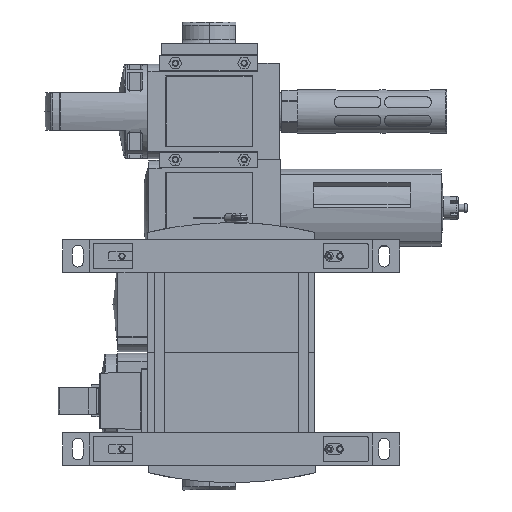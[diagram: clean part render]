
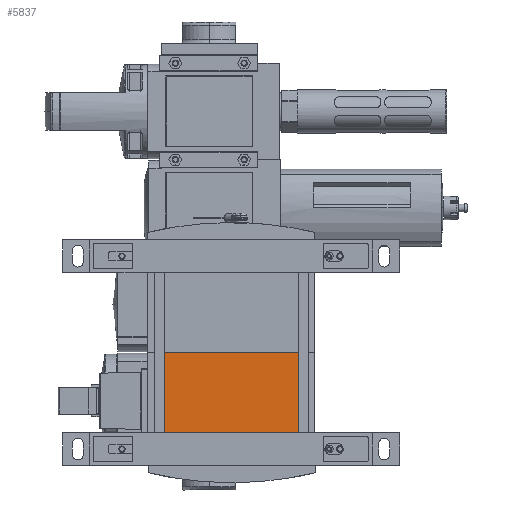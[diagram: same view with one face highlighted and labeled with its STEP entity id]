
A CAD part, left-side view. The second image highlights one B-rep face of the part: STEP entity #5837.
In plain terms, the highlighted planar face has unit normal (-1, 0, 0).
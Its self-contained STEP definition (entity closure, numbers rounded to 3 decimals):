
#5837=ADVANCED_FACE('',(#14598),#14599,.F.);
#14598=FACE_OUTER_BOUND('',#26506,.T.);
#14599=PLANE('',#26507);
#26506=EDGE_LOOP('',(#44248,#44249,#44250,#44251));
#26507=AXIS2_PLACEMENT_3D('',#44252,#44253,#44254);
#44248=ORIENTED_EDGE('',*,*,#74220,.T.);
#44249=ORIENTED_EDGE('',*,*,#74459,.F.);
#44250=ORIENTED_EDGE('',*,*,#74198,.F.);
#44251=ORIENTED_EDGE('',*,*,#74447,.T.);
#44252=CARTESIAN_POINT('',(-93.687,29.1,-586.06));
#44253=DIRECTION('',(1.0,0.0,0.0));
#44254=DIRECTION('',(0.0,0.0,-1.0));
#74198=EDGE_CURVE('',#89800,#89802,#89803,.T.);
#74220=EDGE_CURVE('',#89845,#89843,#89846,.T.);
#74447=EDGE_CURVE('',#89800,#89845,#90186,.T.);
#74459=EDGE_CURVE('',#89802,#89843,#90198,.T.);
#89800=VERTEX_POINT('',#113239);
#89802=VERTEX_POINT('',#113242);
#89803=LINE('',#113243,#113244);
#89843=VERTEX_POINT('',#113299);
#89845=VERTEX_POINT('',#113302);
#89846=LINE('',#113303,#113304);
#90186=LINE('',#113764,#113765);
#90198=LINE('',#113783,#113784);
#113239=CARTESIAN_POINT('',(-93.687,29.1,-586.06));
#113242=CARTESIAN_POINT('',(-93.687,-57.4,-586.06));
#113243=CARTESIAN_POINT('',(-93.687,29.1,-586.06));
#113244=VECTOR('',#142303,1000.0);
#113299=CARTESIAN_POINT('',(-93.687,-57.4,-647.86));
#113302=CARTESIAN_POINT('',(-93.687,29.1,-647.86));
#113303=CARTESIAN_POINT('',(-93.687,29.1,-647.86));
#113304=VECTOR('',#142332,1000.0);
#113764=CARTESIAN_POINT('',(-93.687,29.1,-586.06));
#113765=VECTOR('',#142600,1000.0);
#113783=CARTESIAN_POINT('',(-93.687,-57.4,-586.06));
#113784=VECTOR('',#142607,1000.0);
#142303=DIRECTION('',(0.0,-1.0,0.0));
#142332=DIRECTION('',(0.0,-1.0,0.0));
#142600=DIRECTION('',(-0.0,-0.0,-1.0));
#142607=DIRECTION('',(-0.0,-0.0,-1.0));
